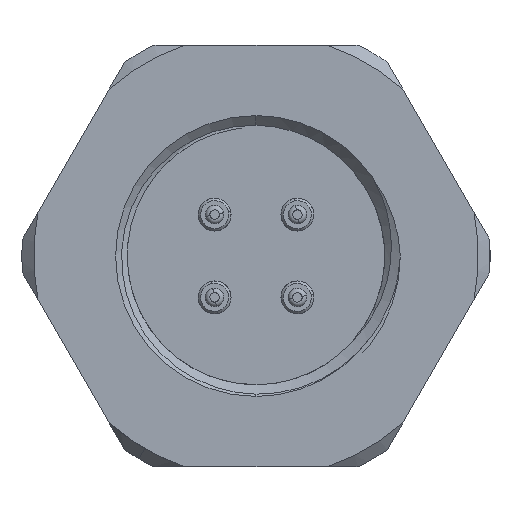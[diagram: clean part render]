
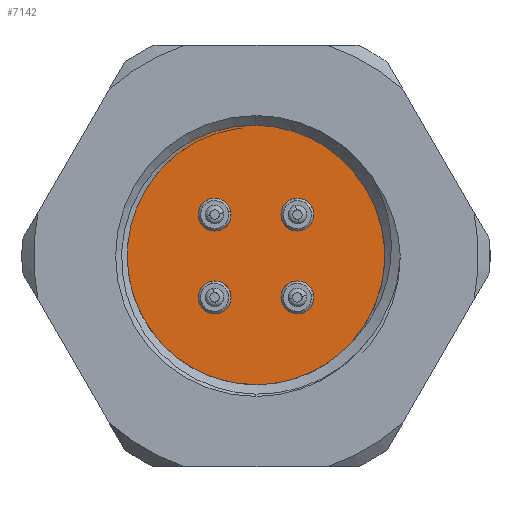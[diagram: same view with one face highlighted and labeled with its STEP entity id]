
A CAD part, left-side view. The second image highlights one B-rep face of the part: STEP entity #7142.
In plain terms, the highlighted planar face has unit normal (-1, 0, 0).
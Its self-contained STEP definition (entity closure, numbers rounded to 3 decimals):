
#175 = CARTESIAN_POINT ( 'NONE',  ( -13., 1.768, 1.768 ) ) ;
#441 = ORIENTED_EDGE ( 'NONE', *, *, #5286, .F. ) ;
#784 = FACE_BOUND ( 'NONE', #9655, .T. ) ;
#1021 = FACE_OUTER_BOUND ( 'NONE', #5419, .T. ) ;
#1027 = DIRECTION ( 'NONE',  ( 0., -1., 0. ) ) ;
#1074 = CIRCLE ( 'NONE', #5443, 0.7 ) ;
#2012 = AXIS2_PLACEMENT_3D ( 'NONE', #15230, #19085, #22174 ) ;
#2168 = VERTEX_POINT ( 'NONE', #2459 ) ;
#2214 = AXIS2_PLACEMENT_3D ( 'NONE', #19275, #19388, #3310 ) ;
#2459 = CARTESIAN_POINT ( 'NONE',  ( -13., -6., 0. ) ) ;
#2460 = EDGE_CURVE ( 'NONE', #15567, #17623, #1074, .T. ) ;
#3310 = DIRECTION ( 'NONE',  ( 0., 1., 0. ) ) ;
#3509 = EDGE_CURVE ( 'NONE', #9455, #15122, #4406, .T. ) ;
#3695 = EDGE_CURVE ( 'NONE', #5341, #18402, #17121, .T. ) ;
#3726 = EDGE_CURVE ( 'NONE', #15041, #2168, #10219, .T. ) ;
#3735 = EDGE_CURVE ( 'NONE', #6607, #10858, #6178, .T. ) ;
#3832 = CARTESIAN_POINT ( 'NONE',  ( -13., -1.768, 1.768 ) ) ;
#4193 = CARTESIAN_POINT ( 'NONE',  ( -13., -1.068, -1.768 ) ) ;
#4342 = DIRECTION ( 'NONE',  ( 0., -1., 0. ) ) ;
#4344 = DIRECTION ( 'NONE',  ( 0., -1., 0. ) ) ;
#4406 = CIRCLE ( 'NONE', #11997, 0.7 ) ;
#4573 = CARTESIAN_POINT ( 'NONE',  ( -13., 0., 0. ) ) ;
#4791 = EDGE_LOOP ( 'NONE', ( #16381, #11003 ) ) ;
#5020 = CIRCLE ( 'NONE', #15612, 0.7 ) ;
#5150 = EDGE_LOOP ( 'NONE', ( #14700, #12240 ) ) ;
#5171 = CARTESIAN_POINT ( 'NONE',  ( -13., -2.468, 1.768 ) ) ;
#5286 = EDGE_CURVE ( 'NONE', #17623, #15567, #14591, .T. ) ;
#5341 = VERTEX_POINT ( 'NONE', #17866 ) ;
#5419 = EDGE_LOOP ( 'NONE', ( #5650, #13683 ) ) ;
#5443 = AXIS2_PLACEMENT_3D ( 'NONE', #10113, #8638, #12057 ) ;
#5472 = DIRECTION ( 'NONE',  ( 0., -1., 0. ) ) ;
#5537 = DIRECTION ( 'NONE',  ( -1., 0., 0. ) ) ;
#5605 = AXIS2_PLACEMENT_3D ( 'NONE', #20637, #18607, #11751 ) ;
#5629 = EDGE_CURVE ( 'NONE', #15122, #9455, #16236, .T. ) ;
#5650 = ORIENTED_EDGE ( 'NONE', *, *, #3726, .F. ) ;
#6178 = CIRCLE ( 'NONE', #9815, 0.7 ) ;
#6476 = EDGE_CURVE ( 'NONE', #18402, #5341, #9669, .T. ) ;
#6607 = VERTEX_POINT ( 'NONE', #18684 ) ;
#7142 = ADVANCED_FACE ( 'NONE', ( #9354, #9459, #784, #7764, #1021 ), #21675, .T. ) ;
#7262 = AXIS2_PLACEMENT_3D ( 'NONE', #17351, #20984, #12850 ) ;
#7419 = CARTESIAN_POINT ( 'NONE',  ( -13., 6., 0. ) ) ;
#7764 = FACE_BOUND ( 'NONE', #4791, .T. ) ;
#7815 = CARTESIAN_POINT ( 'NONE',  ( -13., -2.468, -1.768 ) ) ;
#8638 = DIRECTION ( 'NONE',  ( -1., 0., 0. ) ) ;
#8744 = DIRECTION ( 'NONE',  ( -1., 0., 0. ) ) ;
#8775 = CARTESIAN_POINT ( 'NONE',  ( -13., 1.768, 1.768 ) ) ;
#9354 = FACE_BOUND ( 'NONE', #5150, .T. ) ;
#9455 = VERTEX_POINT ( 'NONE', #7815 ) ;
#9459 = FACE_BOUND ( 'NONE', #10809, .T. ) ;
#9655 = EDGE_LOOP ( 'NONE', ( #441, #12328 ) ) ;
#9669 = CIRCLE ( 'NONE', #15502, 0.7 ) ;
#9699 = DIRECTION ( 'NONE',  ( -1., 0., 0. ) ) ;
#9815 = AXIS2_PLACEMENT_3D ( 'NONE', #8775, #22580, #5472 ) ;
#10041 = AXIS2_PLACEMENT_3D ( 'NONE', #4573, #21910, #4344 ) ;
#10113 = CARTESIAN_POINT ( 'NONE',  ( -13., -1.768, 1.768 ) ) ;
#10219 = CIRCLE ( 'NONE', #2214, 6. ) ;
#10542 = DIRECTION ( 'NONE',  ( 0., -1., 0. ) ) ;
#10559 = DIRECTION ( 'NONE',  ( 0., -1., 0. ) ) ;
#10809 = EDGE_LOOP ( 'NONE', ( #18060, #21445 ) ) ;
#10858 = VERTEX_POINT ( 'NONE', #17315 ) ;
#11003 = ORIENTED_EDGE ( 'NONE', *, *, #6476, .F. ) ;
#11751 = DIRECTION ( 'NONE',  ( 0., 1., 0. ) ) ;
#11825 = EDGE_CURVE ( 'NONE', #10858, #6607, #5020, .T. ) ;
#11997 = AXIS2_PLACEMENT_3D ( 'NONE', #18933, #9699, #1027 ) ;
#12057 = DIRECTION ( 'NONE',  ( 0., -1., 0. ) ) ;
#12240 = ORIENTED_EDGE ( 'NONE', *, *, #3735, .F. ) ;
#12328 = ORIENTED_EDGE ( 'NONE', *, *, #2460, .F. ) ;
#12850 = DIRECTION ( 'NONE',  ( 0., -1., 0. ) ) ;
#13683 = ORIENTED_EDGE ( 'NONE', *, *, #19245, .F. ) ;
#14591 = CIRCLE ( 'NONE', #22587, 0.7 ) ;
#14700 = ORIENTED_EDGE ( 'NONE', *, *, #11825, .F. ) ;
#15041 = VERTEX_POINT ( 'NONE', #7419 ) ;
#15122 = VERTEX_POINT ( 'NONE', #4193 ) ;
#15230 = CARTESIAN_POINT ( 'NONE',  ( -13., -1.768, -1.768 ) ) ;
#15439 = CIRCLE ( 'NONE', #5605, 6. ) ;
#15502 = AXIS2_PLACEMENT_3D ( 'NONE', #16564, #19964, #4342 ) ;
#15567 = VERTEX_POINT ( 'NONE', #18893 ) ;
#15612 = AXIS2_PLACEMENT_3D ( 'NONE', #175, #8744, #10559 ) ;
#16236 = CIRCLE ( 'NONE', #2012, 0.7 ) ;
#16381 = ORIENTED_EDGE ( 'NONE', *, *, #3695, .F. ) ;
#16564 = CARTESIAN_POINT ( 'NONE',  ( -13., 1.768, -1.768 ) ) ;
#17121 = CIRCLE ( 'NONE', #7262, 0.7 ) ;
#17315 = CARTESIAN_POINT ( 'NONE',  ( -13., 1.068, 1.768 ) ) ;
#17351 = CARTESIAN_POINT ( 'NONE',  ( -13., 1.768, -1.768 ) ) ;
#17623 = VERTEX_POINT ( 'NONE', #5171 ) ;
#17866 = CARTESIAN_POINT ( 'NONE',  ( -13., 1.068, -1.768 ) ) ;
#18060 = ORIENTED_EDGE ( 'NONE', *, *, #3509, .F. ) ;
#18402 = VERTEX_POINT ( 'NONE', #21422 ) ;
#18607 = DIRECTION ( 'NONE',  ( 1., 0., 0. ) ) ;
#18684 = CARTESIAN_POINT ( 'NONE',  ( -13., 2.468, 1.768 ) ) ;
#18893 = CARTESIAN_POINT ( 'NONE',  ( -13., -1.068, 1.768 ) ) ;
#18933 = CARTESIAN_POINT ( 'NONE',  ( -13., -1.768, -1.768 ) ) ;
#19085 = DIRECTION ( 'NONE',  ( -1., 0., 0. ) ) ;
#19245 = EDGE_CURVE ( 'NONE', #2168, #15041, #15439, .T. ) ;
#19275 = CARTESIAN_POINT ( 'NONE',  ( -13., 0., 0. ) ) ;
#19388 = DIRECTION ( 'NONE',  ( 1., 0., 0. ) ) ;
#19964 = DIRECTION ( 'NONE',  ( -1., 0., 0. ) ) ;
#20637 = CARTESIAN_POINT ( 'NONE',  ( -13., 0., 0. ) ) ;
#20984 = DIRECTION ( 'NONE',  ( -1., 0., 0. ) ) ;
#21422 = CARTESIAN_POINT ( 'NONE',  ( -13., 2.468, -1.768 ) ) ;
#21445 = ORIENTED_EDGE ( 'NONE', *, *, #5629, .F. ) ;
#21675 = PLANE ( 'NONE',  #10041 ) ;
#21910 = DIRECTION ( 'NONE',  ( -1., 0., 0. ) ) ;
#22174 = DIRECTION ( 'NONE',  ( 0., -1., 0. ) ) ;
#22580 = DIRECTION ( 'NONE',  ( -1., 0., 0. ) ) ;
#22587 = AXIS2_PLACEMENT_3D ( 'NONE', #3832, #5537, #10542 ) ;
